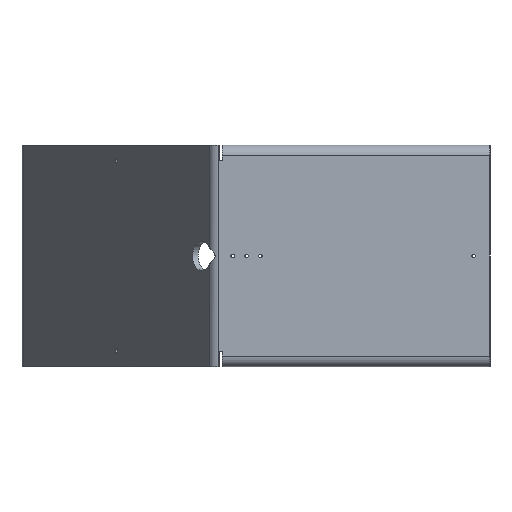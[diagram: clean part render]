
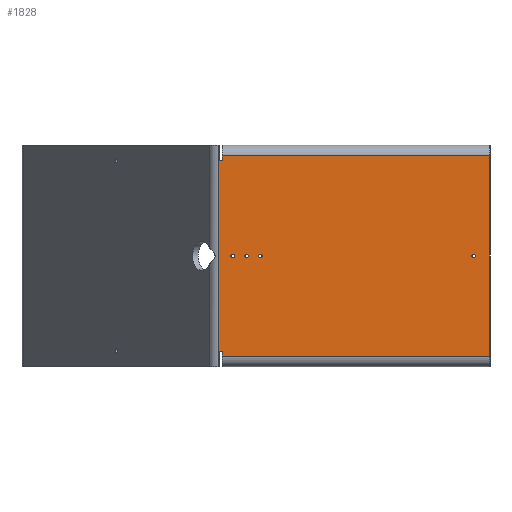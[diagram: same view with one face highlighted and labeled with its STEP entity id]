
A CAD part, left-side view. The second image highlights one B-rep face of the part: STEP entity #1828.
In plain terms, the highlighted planar face has unit normal (-1, 0, 0).
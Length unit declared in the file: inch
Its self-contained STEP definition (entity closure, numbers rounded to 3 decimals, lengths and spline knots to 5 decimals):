
#32=PLANE('',#1994);
#111=LINE('',#2764,#271);
#155=LINE('',#3017,#315);
#156=LINE('',#3019,#316);
#157=LINE('',#3021,#317);
#158=LINE('',#3023,#318);
#159=LINE('',#3025,#319);
#160=LINE('',#3027,#320);
#161=LINE('',#3031,#321);
#162=LINE('',#3032,#322);
#163=LINE('',#3033,#323);
#271=VECTOR('',#2229,8.);
#315=VECTOR('',#2313,0.51181);
#316=VECTOR('',#2314,0.11811);
#317=VECTOR('',#2315,9.6477);
#318=VECTOR('',#2316,7.2126);
#319=VECTOR('',#2317,9.6477);
#320=VECTOR('',#2318,0.11811);
#321=VECTOR('',#2321,0.51181);
#322=VECTOR('',#2322,0.00689);
#323=VECTOR('',#2323,0.00689);
#457=FACE_BOUND('',#661,.T.);
#458=FACE_BOUND('',#662,.T.);
#459=FACE_BOUND('',#663,.T.);
#460=FACE_BOUND('',#664,.T.);
#518=FACE_OUTER_BOUND('',#660,.T.);
#660=EDGE_LOOP('',(#1393,#1394,#1395,#1396,#1397,#1398,#1399,#1400,#1401,
#1402,#1403,#1404));
#661=EDGE_LOOP('',(#1405));
#662=EDGE_LOOP('',(#1406));
#663=EDGE_LOOP('',(#1407));
#664=EDGE_LOOP('',(#1408));
#767=CIRCLE('',#1911,0.064);
#771=CIRCLE('',#1917,0.064);
#775=CIRCLE('',#1923,0.064);
#779=CIRCLE('',#1929,0.064);
#800=CIRCLE('',#1960,0.05906);
#819=CIRCLE('',#1995,0.05906);
#843=VERTEX_POINT('',#2610);
#847=VERTEX_POINT('',#2620);
#851=VERTEX_POINT('',#2630);
#855=VERTEX_POINT('',#2640);
#879=VERTEX_POINT('',#2697);
#880=VERTEX_POINT('',#2699);
#893=VERTEX_POINT('',#2761);
#894=VERTEX_POINT('',#2763);
#941=VERTEX_POINT('',#3016);
#942=VERTEX_POINT('',#3018);
#943=VERTEX_POINT('',#3020);
#944=VERTEX_POINT('',#3022);
#945=VERTEX_POINT('',#3024);
#946=VERTEX_POINT('',#3026);
#947=VERTEX_POINT('',#3028);
#948=VERTEX_POINT('',#3030);
#1003=EDGE_CURVE('',#843,#843,#767,.T.);
#1007=EDGE_CURVE('',#847,#847,#771,.T.);
#1011=EDGE_CURVE('',#851,#851,#775,.T.);
#1015=EDGE_CURVE('',#855,#855,#779,.T.);
#1039=EDGE_CURVE('',#879,#880,#800,.T.);
#1053=EDGE_CURVE('',#894,#893,#111,.T.);
#1115=EDGE_CURVE('',#880,#941,#155,.T.);
#1116=EDGE_CURVE('',#942,#879,#156,.T.);
#1117=EDGE_CURVE('',#942,#943,#157,.T.);
#1118=EDGE_CURVE('',#944,#943,#158,.T.);
#1119=EDGE_CURVE('',#944,#945,#159,.T.);
#1120=EDGE_CURVE('',#946,#945,#160,.T.);
#1121=EDGE_CURVE('',#947,#946,#819,.T.);
#1122=EDGE_CURVE('',#948,#947,#161,.T.);
#1123=EDGE_CURVE('',#894,#948,#162,.T.);
#1124=EDGE_CURVE('',#893,#941,#163,.T.);
#1393=ORIENTED_EDGE('',*,*,#1115,.F.);
#1394=ORIENTED_EDGE('',*,*,#1039,.F.);
#1395=ORIENTED_EDGE('',*,*,#1116,.F.);
#1396=ORIENTED_EDGE('',*,*,#1117,.T.);
#1397=ORIENTED_EDGE('',*,*,#1118,.F.);
#1398=ORIENTED_EDGE('',*,*,#1119,.T.);
#1399=ORIENTED_EDGE('',*,*,#1120,.F.);
#1400=ORIENTED_EDGE('',*,*,#1121,.F.);
#1401=ORIENTED_EDGE('',*,*,#1122,.F.);
#1402=ORIENTED_EDGE('',*,*,#1123,.F.);
#1403=ORIENTED_EDGE('',*,*,#1053,.T.);
#1404=ORIENTED_EDGE('',*,*,#1124,.T.);
#1405=ORIENTED_EDGE('',*,*,#1003,.T.);
#1406=ORIENTED_EDGE('',*,*,#1007,.T.);
#1407=ORIENTED_EDGE('',*,*,#1011,.T.);
#1408=ORIENTED_EDGE('',*,*,#1015,.T.);
#1828=ADVANCED_FACE('',(#518,#457,#458,#459,#460),#32,.F.);
#1911=AXIS2_PLACEMENT_3D('',#2611,#2095,#2096);
#1917=AXIS2_PLACEMENT_3D('',#2621,#2107,#2108);
#1923=AXIS2_PLACEMENT_3D('',#2631,#2119,#2120);
#1929=AXIS2_PLACEMENT_3D('',#2641,#2131,#2132);
#1960=AXIS2_PLACEMENT_3D('',#2700,#2196,#2197);
#1994=AXIS2_PLACEMENT_3D('',#3015,#2311,#2312);
#1995=AXIS2_PLACEMENT_3D('',#3029,#2319,#2320);
#2095=DIRECTION('center_axis',(1.,0.,0.));
#2096=DIRECTION('ref_axis',(0.,1.,0.));
#2107=DIRECTION('center_axis',(1.,0.,0.));
#2108=DIRECTION('ref_axis',(0.,1.,0.));
#2119=DIRECTION('center_axis',(1.,0.,0.));
#2120=DIRECTION('ref_axis',(0.,1.,0.));
#2131=DIRECTION('center_axis',(1.,0.,0.));
#2132=DIRECTION('ref_axis',(0.,1.,0.));
#2196=DIRECTION('center_axis',(-1.,0.,0.));
#2197=DIRECTION('ref_axis',(0.,0.,-1.));
#2229=DIRECTION('',(0.,0.,-1.));
#2311=DIRECTION('center_axis',(1.,0.,0.));
#2312=DIRECTION('ref_axis',(0.,0.,-1.));
#2313=DIRECTION('',(0.,0.,-1.));
#2314=DIRECTION('',(0.,0.,1.));
#2315=DIRECTION('',(0.,-1.,0.));
#2316=DIRECTION('',(0.,0.,-1.));
#2317=DIRECTION('',(0.,1.,0.));
#2318=DIRECTION('',(0.,0.,1.));
#2319=DIRECTION('center_axis',(-1.,0.,0.));
#2320=DIRECTION('ref_axis',(0.,0.,-1.));
#2321=DIRECTION('',(0.,0.,-1.));
#2322=DIRECTION('',(0.,-1.,0.));
#2323=DIRECTION('',(0.,-1.,0.));
#2610=CARTESIAN_POINT('',(-12.,8.3367,0.));
#2611=CARTESIAN_POINT('Origin',(-12.,8.2727,0.));
#2620=CARTESIAN_POINT('',(-12.,8.8367,0.));
#2621=CARTESIAN_POINT('Origin',(-12.,8.7727,0.));
#2630=CARTESIAN_POINT('',(-12.,9.3367,0.));
#2631=CARTESIAN_POINT('Origin',(-12.,9.2727,0.));
#2640=CARTESIAN_POINT('',(-12.,0.654,0.));
#2641=CARTESIAN_POINT('Origin',(-12.,0.59,0.));
#2697=CARTESIAN_POINT('',(-12.,9.6477,-3.48819));
#2699=CARTESIAN_POINT('',(-12.,9.76581,-3.48819));
#2700=CARTESIAN_POINT('Origin',(-12.,9.70675,-3.48819));
#2761=CARTESIAN_POINT('',(-12.,9.7727,-4.));
#2763=CARTESIAN_POINT('',(-12.,9.7727,4.));
#2764=CARTESIAN_POINT('',(-12.,9.7727,4.));
#3015=CARTESIAN_POINT('Origin',(-12.,10.,4.));
#3016=CARTESIAN_POINT('',(-12.,9.76581,-4.));
#3017=CARTESIAN_POINT('',(-12.,9.76581,4.));
#3018=CARTESIAN_POINT('',(-12.,9.6477,-3.6063));
#3019=CARTESIAN_POINT('',(-12.,9.6477,4.));
#3020=CARTESIAN_POINT('',(-12.,0.,-3.6063));
#3021=CARTESIAN_POINT('',(-12.,9.6477,-3.6063));
#3022=CARTESIAN_POINT('',(-12.,0.,3.6063));
#3023=CARTESIAN_POINT('',(-12.,0.,4.));
#3024=CARTESIAN_POINT('',(-12.,9.6477,3.6063));
#3025=CARTESIAN_POINT('',(-12.,0.,3.6063));
#3026=CARTESIAN_POINT('',(-12.,9.6477,3.48819));
#3027=CARTESIAN_POINT('',(-12.,9.6477,4.));
#3028=CARTESIAN_POINT('',(-12.,9.76581,3.48819));
#3029=CARTESIAN_POINT('Origin',(-12.,9.70675,3.48819));
#3030=CARTESIAN_POINT('',(-12.,9.76581,4.));
#3031=CARTESIAN_POINT('',(-12.,9.76581,4.));
#3032=CARTESIAN_POINT('',(-12.,10.,4.));
#3033=CARTESIAN_POINT('',(-12.,10.,-4.));
